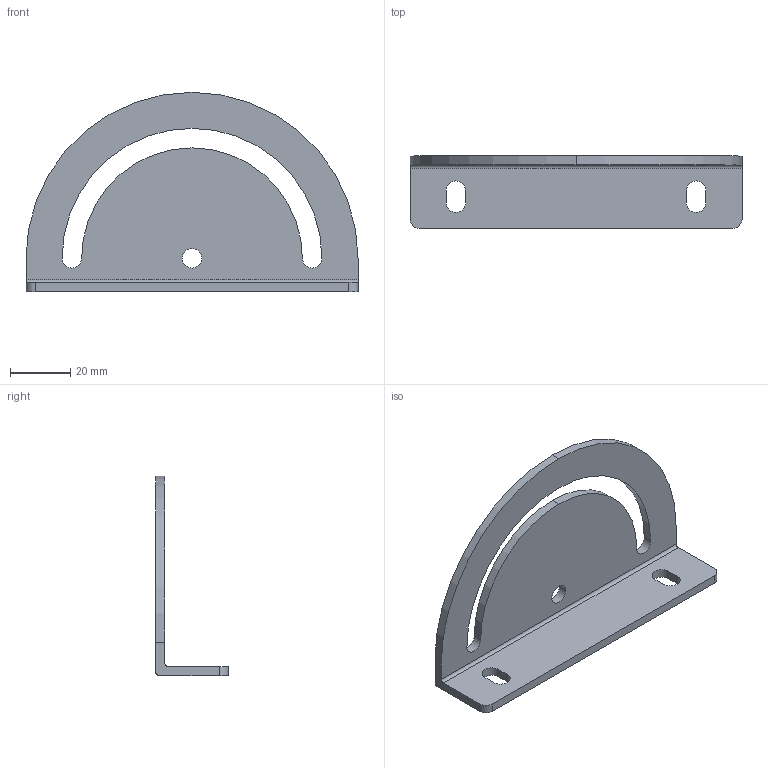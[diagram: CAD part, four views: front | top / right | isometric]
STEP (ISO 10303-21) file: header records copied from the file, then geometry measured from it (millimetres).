
FILE_DESCRIPTION (( 'STEP AP214' ), '1' );
FILE_NAME ('30角度盘.STEP', '2019-07-26T00:48:10', ( '微软用户' ), ( '微软中国' ), 'SwSTEP 2.0', 'SolidWorks 2015', '' );
FILE_SCHEMA (( 'AUTOMOTIVE_DESIGN' ));
Length unit declared in the file: millimetre
Products named in the file (1): 30褒僅攫
Bounding box: 110.5 x 24 x 66.35 mm (x, y, z)
Volume: 22003.6 mm3; surface area: 16698.7 mm2
Topology: 1 solids, 1 shells, 183 faces, 516 edges, 344 vertices
Faces by surface type: plane 137, bspline 28, cylinder 18
Entity records: 7151 total; most frequent: CARTESIAN_POINT 2152, ORIENTED_EDGE 1032, DIRECTION 808, EDGE_CURVE 516, VECTOR 424, LINE 424, VERTEX_POINT 344, EDGE_LOOP 200
